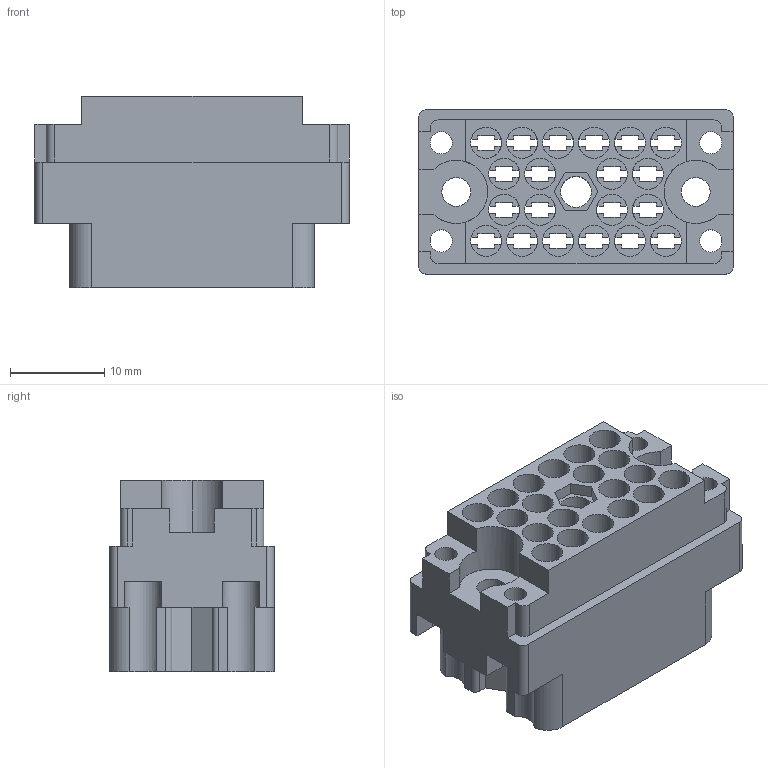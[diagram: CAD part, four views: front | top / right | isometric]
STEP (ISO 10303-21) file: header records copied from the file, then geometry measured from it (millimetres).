
FILE_DESCRIPTION (( 'STEP AP203' ), '1' );
FILE_NAME ('516-020-000-100.STEP', '2020-03-09T11:56:00', ( '' ), ( '' ), 'SwSTEP 2.0', 'SolidWorks 2016', '' );
FILE_SCHEMA (( 'CONFIG_CONTROL_DESIGN' ));
Length unit declared in the file: inch
Products named in the file (2): 516 Plug Insulator_020; 516-020-000-100
Assembly tree (1 placements, depth 2):
  516-020-000-100
    516 Plug Insulator_020
Bounding box: 33.32 x 17.42 x 20.27 mm (x, y, z)
Volume: 4400.8 mm3; surface area: 6988.2 mm2
Topology: 1 solids, 1 shells, 611 faces, 1793 edges, 1194 vertices
Faces by surface type: plane 433, cylinder 176, cone 2
Entity records: 20607 total; most frequent: CARTESIAN_POINT 3602, ORIENTED_EDGE 3586, DIRECTION 3467, EDGE_CURVE 1793, VECTOR 1349, LINE 1349, VERTEX_POINT 1194, AXIS2_PLACEMENT_3D 1059
